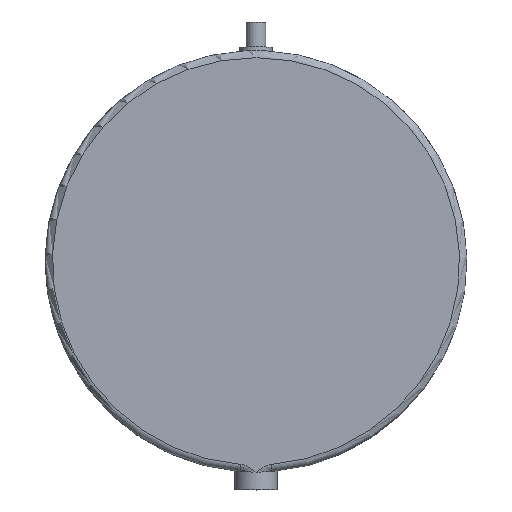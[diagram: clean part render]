
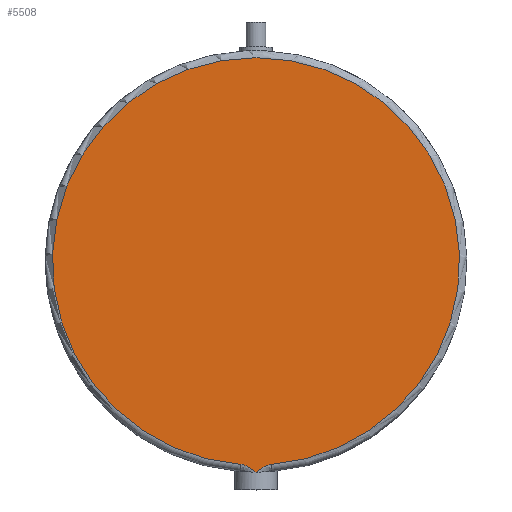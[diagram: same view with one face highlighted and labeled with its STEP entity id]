
A CAD part, top view. The second image highlights one B-rep face of the part: STEP entity #5508.
In plain terms, the highlighted face is planar.
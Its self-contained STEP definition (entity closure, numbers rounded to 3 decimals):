
#448=B_SPLINE_CURVE_WITH_KNOTS('',3,(#10558,#10559,#10560,#10561,#10562,
#10563,#10564,#10565),.UNSPECIFIED.,.F.,.F.,(4,1,1,2,4),(0.,
0.195,0.292,0.486,0.487),
 .UNSPECIFIED.);
#451=B_SPLINE_CURVE_WITH_KNOTS('',3,(#10627,#10628,#10629,#10630,#10631,
#10632,#10633,#10634),.UNSPECIFIED.,.F.,.F.,(4,2,1,1,4),(-0.001,
0.,0.195,0.293,0.488),.UNSPECIFIED.);
#1734=FACE_OUTER_BOUND('',#2075,.T.);
#2075=EDGE_LOOP('',(#5048,#5049,#5050));
#2102=CIRCLE('',#5687,57.);
#2615=VERTEX_POINT('',#10510);
#2616=VERTEX_POINT('',#10512);
#2618=VERTEX_POINT('',#10557);
#3380=EDGE_CURVE('',#2615,#2616,#2102,.T.);
#3383=EDGE_CURVE('',#2616,#2618,#448,.T.);
#3386=EDGE_CURVE('',#2618,#2615,#451,.T.);
#5048=ORIENTED_EDGE('',*,*,#3383,.F.);
#5049=ORIENTED_EDGE('',*,*,#3380,.F.);
#5050=ORIENTED_EDGE('',*,*,#3386,.F.);
#5204=PLANE('',#5748);
#5508=ADVANCED_FACE('',(#1734),#5204,.F.);
#5687=AXIS2_PLACEMENT_3D('',#10513,#6508,#6509);
#5748=AXIS2_PLACEMENT_3D('',#10969,#6667,#6668);
#6508=DIRECTION('center_axis',(0.,0.,1.));
#6509=DIRECTION('ref_axis',(0.,-1.,0.));
#6667=DIRECTION('center_axis',(0.,0.,1.));
#6668=DIRECTION('ref_axis',(1.,0.,0.));
#10510=CARTESIAN_POINT('',(-4.321,56.836,0.));
#10512=CARTESIAN_POINT('',(4.321,56.836,0.));
#10513=CARTESIAN_POINT('Origin',(0.,0.,0.));
#10557=CARTESIAN_POINT('',(0.,59.,0.));
#10558=CARTESIAN_POINT('Ctrl Pts',(4.321,56.836,0.));
#10559=CARTESIAN_POINT('Ctrl Pts',(3.674,56.885,0.));
#10560=CARTESIAN_POINT('Ctrl Pts',(2.737,57.212,0.));
#10561=CARTESIAN_POINT('Ctrl Pts',(1.325,58.037,0.));
#10562=CARTESIAN_POINT('Ctrl Pts',(0.54,58.618,0.));
#10563=CARTESIAN_POINT('Ctrl Pts',(0.005,58.996,
0.));
#10564=CARTESIAN_POINT('Ctrl Pts',(0.003,58.998,
0.));
#10565=CARTESIAN_POINT('Ctrl Pts',(0.,59.,
0.));
#10627=CARTESIAN_POINT('Ctrl Pts',(0.,59.,
0.));
#10628=CARTESIAN_POINT('Ctrl Pts',(-0.003,58.998,
0.));
#10629=CARTESIAN_POINT('Ctrl Pts',(-0.006,58.996,
0.));
#10630=CARTESIAN_POINT('Ctrl Pts',(-0.54,58.618,
0.));
#10631=CARTESIAN_POINT('Ctrl Pts',(-1.326,58.036,0.));
#10632=CARTESIAN_POINT('Ctrl Pts',(-2.738,57.211,0.));
#10633=CARTESIAN_POINT('Ctrl Pts',(-3.674,56.885,0.));
#10634=CARTESIAN_POINT('Ctrl Pts',(-4.321,56.836,0.));
#10969=CARTESIAN_POINT('Origin',(0.,0.,0.));
